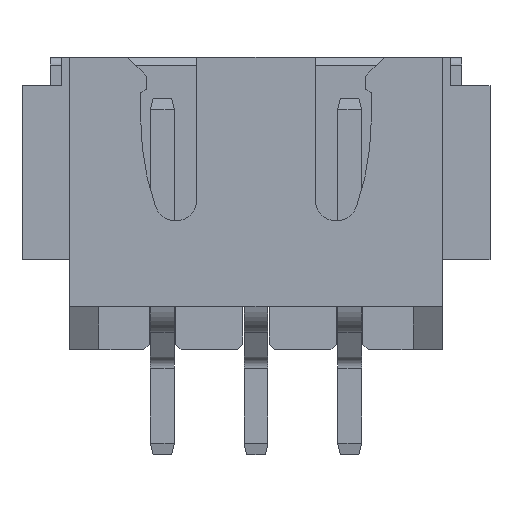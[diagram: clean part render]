
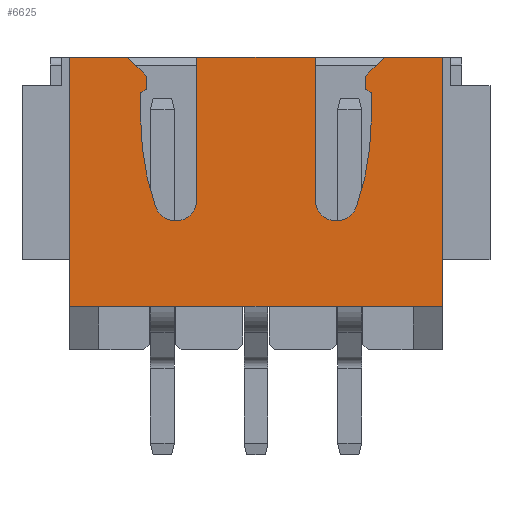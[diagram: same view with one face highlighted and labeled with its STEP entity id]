
A CAD part, top view. The second image highlights one B-rep face of the part: STEP entity #6625.
In plain terms, the highlighted planar face has unit normal (0, 0, 1).
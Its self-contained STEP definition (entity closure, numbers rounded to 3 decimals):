
#960=DIRECTION('',(1.,0.,0.));
#961=VECTOR('',#960,9.96);
#962=CARTESIAN_POINT('',(-4.98,0.,3.));
#963=LINE('',#962,#961);
#2196=DIRECTION('',(0.707,-0.707,0.));
#2197=VECTOR('',#2196,0.707);
#2198=CARTESIAN_POINT('',(-3.43,6.654,3.));
#2199=LINE('',#2198,#2197);
#2200=DIRECTION('',(0.,-1.,0.));
#2201=VECTOR('',#2200,0.35);
#2202=CARTESIAN_POINT('',(-2.93,6.154,3.));
#2203=LINE('',#2202,#2201);
#2204=DIRECTION('',(-0.848,-0.53,0.));
#2205=VECTOR('',#2204,0.177);
#2206=CARTESIAN_POINT('',(-2.93,5.804,3.));
#2207=LINE('',#2206,#2205);
#2208=DIRECTION('',(0.,-1.,0.));
#2209=VECTOR('',#2208,0.7);
#2210=CARTESIAN_POINT('',(-3.08,5.71,3.));
#2211=LINE('',#2210,#2209);
#2212=CARTESIAN_POINT('',(4.019,5.01,3.));
#2213=DIRECTION('',(0.,0.,1.));
#2214=DIRECTION('',(-1.,0.,0.));
#2215=AXIS2_PLACEMENT_3D('',#2212,#2213,#2214);
#2217=CARTESIAN_POINT('',(-2.147,2.854,3.));
#2218=DIRECTION('',(0.,0.,1.));
#2219=DIRECTION('',(-0.944,-0.33,0.));
#2220=AXIS2_PLACEMENT_3D('',#2217,#2218,#2219);
#2222=DIRECTION('',(0.,-1.,0.));
#2223=VECTOR('',#2222,3.8);
#2224=CARTESIAN_POINT('',(-1.58,6.654,3.));
#2225=LINE('',#2224,#2223);
#2226=DIRECTION('',(1.,0.,0.));
#2227=VECTOR('',#2226,3.16);
#2228=CARTESIAN_POINT('',(-1.58,6.654,3.));
#2229=LINE('',#2228,#2227);
#2230=DIRECTION('',(0.,-1.,0.));
#2231=VECTOR('',#2230,3.8);
#2232=CARTESIAN_POINT('',(1.58,6.654,3.));
#2233=LINE('',#2232,#2231);
#2234=CARTESIAN_POINT('',(2.147,2.854,3.));
#2235=DIRECTION('',(0.,0.,1.));
#2236=DIRECTION('',(-1.,0.,0.));
#2237=AXIS2_PLACEMENT_3D('',#2234,#2235,#2236);
#2239=CARTESIAN_POINT('',(-4.019,5.01,3.));
#2240=DIRECTION('',(0.,0.,1.));
#2241=DIRECTION('',(0.944,-0.33,0.));
#2242=AXIS2_PLACEMENT_3D('',#2239,#2240,#2241);
#2244=DIRECTION('',(0.,1.,0.));
#2245=VECTOR('',#2244,0.7);
#2246=CARTESIAN_POINT('',(3.08,5.01,3.));
#2247=LINE('',#2246,#2245);
#2248=DIRECTION('',(-0.848,0.53,0.));
#2249=VECTOR('',#2248,0.177);
#2250=CARTESIAN_POINT('',(3.08,5.71,3.));
#2251=LINE('',#2250,#2249);
#2252=DIRECTION('',(0.,1.,0.));
#2253=VECTOR('',#2252,0.35);
#2254=CARTESIAN_POINT('',(2.93,5.804,3.));
#2255=LINE('',#2254,#2253);
#2256=DIRECTION('',(0.707,0.707,0.));
#2257=VECTOR('',#2256,0.707);
#2258=CARTESIAN_POINT('',(2.93,6.154,3.));
#2259=LINE('',#2258,#2257);
#2260=DIRECTION('',(1.,0.,0.));
#2261=VECTOR('',#2260,1.55);
#2262=CARTESIAN_POINT('',(3.43,6.654,3.));
#2263=LINE('',#2262,#2261);
#2264=DIRECTION('',(0.,-1.,0.));
#2265=VECTOR('',#2264,6.654);
#2266=CARTESIAN_POINT('',(4.98,6.654,3.));
#2267=LINE('',#2266,#2265);
#2268=DIRECTION('',(0.,-1.,0.));
#2269=VECTOR('',#2268,6.654);
#2270=CARTESIAN_POINT('',(-4.98,6.654,3.));
#2271=LINE('',#2270,#2269);
#2272=DIRECTION('',(1.,0.,0.));
#2273=VECTOR('',#2272,1.55);
#2274=CARTESIAN_POINT('',(-4.98,6.654,3.));
#2275=LINE('',#2274,#2273);
#2733=CARTESIAN_POINT('',(4.98,0.,3.));
#2735=VERTEX_POINT('',#2733);
#2737=CARTESIAN_POINT('',(-4.98,0.,3.));
#2739=VERTEX_POINT('',#2737);
#2773=CARTESIAN_POINT('',(4.98,6.654,3.));
#2774=VERTEX_POINT('',#2773);
#2775=CARTESIAN_POINT('',(-4.98,6.654,3.));
#2776=VERTEX_POINT('',#2775);
#2826=CARTESIAN_POINT('',(-3.43,6.654,3.));
#2828=VERTEX_POINT('',#2826);
#2830=CARTESIAN_POINT('',(3.43,6.654,3.));
#2832=VERTEX_POINT('',#2830);
#2833=CARTESIAN_POINT('',(-2.93,6.154,3.));
#2834=VERTEX_POINT('',#2833);
#2835=CARTESIAN_POINT('',(-2.93,5.804,3.));
#2836=VERTEX_POINT('',#2835);
#2837=CARTESIAN_POINT('',(-3.08,5.71,3.));
#2838=VERTEX_POINT('',#2837);
#2839=CARTESIAN_POINT('',(-3.08,5.01,3.));
#2840=VERTEX_POINT('',#2839);
#2841=CARTESIAN_POINT('',(-2.682,2.666,3.));
#2842=VERTEX_POINT('',#2841);
#2843=CARTESIAN_POINT('',(-1.58,2.854,3.));
#2844=VERTEX_POINT('',#2843);
#2845=CARTESIAN_POINT('',(-1.58,6.654,3.));
#2846=VERTEX_POINT('',#2845);
#2847=CARTESIAN_POINT('',(1.58,6.654,3.));
#2848=CARTESIAN_POINT('',(1.58,2.854,3.));
#2849=VERTEX_POINT('',#2847);
#2850=VERTEX_POINT('',#2848);
#2851=CARTESIAN_POINT('',(2.682,2.666,3.));
#2852=VERTEX_POINT('',#2851);
#2853=CARTESIAN_POINT('',(3.08,5.01,3.));
#2854=VERTEX_POINT('',#2853);
#2855=CARTESIAN_POINT('',(3.08,5.71,3.));
#2856=VERTEX_POINT('',#2855);
#2857=CARTESIAN_POINT('',(2.93,5.804,3.));
#2858=VERTEX_POINT('',#2857);
#2859=CARTESIAN_POINT('',(2.93,6.154,3.));
#2860=VERTEX_POINT('',#2859);
#6585=CARTESIAN_POINT('',(-6.25,6.654,3.));
#6586=DIRECTION('',(0.,0.,1.));
#6587=DIRECTION('',(0.,-1.,0.));
#6588=AXIS2_PLACEMENT_3D('',#6585,#6586,#6587);
#6589=PLANE('',#6588);
#6590=ORIENTED_EDGE('',*,*,#6566,.T.);
#6591=ORIENTED_EDGE('',*,*,#6576,.T.);
#6593=ORIENTED_EDGE('',*,*,#6592,.T.);
#6595=ORIENTED_EDGE('',*,*,#6594,.T.);
#6597=ORIENTED_EDGE('',*,*,#6596,.T.);
#6599=ORIENTED_EDGE('',*,*,#6598,.T.);
#6601=ORIENTED_EDGE('',*,*,#6600,.F.);
#6602=ORIENTED_EDGE('',*,*,#6550,.T.);
#6604=ORIENTED_EDGE('',*,*,#6603,.T.);
#6606=ORIENTED_EDGE('',*,*,#6605,.T.);
#6608=ORIENTED_EDGE('',*,*,#6607,.T.);
#6610=ORIENTED_EDGE('',*,*,#6609,.T.);
#6612=ORIENTED_EDGE('',*,*,#6611,.T.);
#6614=ORIENTED_EDGE('',*,*,#6613,.T.);
#6616=ORIENTED_EDGE('',*,*,#6615,.T.);
#6617=ORIENTED_EDGE('',*,*,#6536,.T.);
#6618=ORIENTED_EDGE('',*,*,#4554,.T.);
#6619=ORIENTED_EDGE('',*,*,#4763,.F.);
#6621=ORIENTED_EDGE('',*,*,#6620,.F.);
#6622=ORIENTED_EDGE('',*,*,#6513,.T.);
#6623=EDGE_LOOP('',(#6590,#6591,#6593,#6595,#6597,#6599,#6601,#6602,#6604,#6606,
#6608,#6610,#6612,#6614,#6616,#6617,#6618,#6619,#6621,#6622));
#6624=FACE_OUTER_BOUND('',#6623,.F.);
#2216=CIRCLE('',#2215,7.099);
#2221=CIRCLE('',#2220,0.567);
#2238=CIRCLE('',#2237,0.567);
#2243=CIRCLE('',#2242,7.099);
#4554=EDGE_CURVE('',#2774,#2735,#2267,.T.);
#4763=EDGE_CURVE('',#2739,#2735,#963,.T.);
#6513=EDGE_CURVE('',#2776,#2828,#2275,.T.);
#6536=EDGE_CURVE('',#2832,#2774,#2263,.T.);
#6550=EDGE_CURVE('',#2846,#2849,#2229,.T.);
#6566=EDGE_CURVE('',#2828,#2834,#2199,.T.);
#6576=EDGE_CURVE('',#2834,#2836,#2203,.T.);
#6592=EDGE_CURVE('',#2836,#2838,#2207,.T.);
#6594=EDGE_CURVE('',#2838,#2840,#2211,.T.);
#6596=EDGE_CURVE('',#2840,#2842,#2216,.T.);
#6598=EDGE_CURVE('',#2842,#2844,#2221,.T.);
#6600=EDGE_CURVE('',#2846,#2844,#2225,.T.);
#6603=EDGE_CURVE('',#2849,#2850,#2233,.T.);
#6605=EDGE_CURVE('',#2850,#2852,#2238,.T.);
#6607=EDGE_CURVE('',#2852,#2854,#2243,.T.);
#6609=EDGE_CURVE('',#2854,#2856,#2247,.T.);
#6611=EDGE_CURVE('',#2856,#2858,#2251,.T.);
#6613=EDGE_CURVE('',#2858,#2860,#2255,.T.);
#6615=EDGE_CURVE('',#2860,#2832,#2259,.T.);
#6620=EDGE_CURVE('',#2776,#2739,#2271,.T.);
#6625=ADVANCED_FACE('',(#6624),#6589,.T.);
